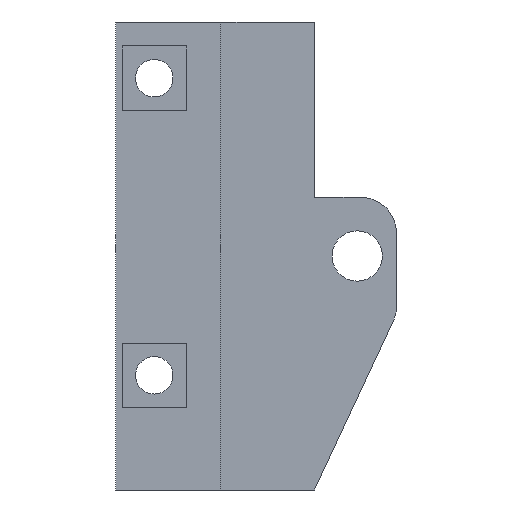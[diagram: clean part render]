
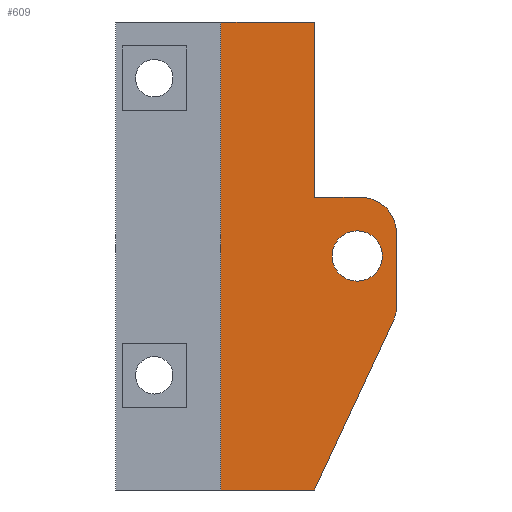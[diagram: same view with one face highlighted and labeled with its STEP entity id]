
A CAD part, front view. The second image highlights one B-rep face of the part: STEP entity #609.
In plain terms, the highlighted planar face has unit normal (0, -1, 0).
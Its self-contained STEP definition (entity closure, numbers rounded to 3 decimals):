
#20=CIRCLE('',#658,2.15);
#21=CIRCLE('',#660,3.);
#22=CIRCLE('',#661,3.);
#94=ORIENTED_EDGE('',*,*,#229,.T.);
#95=ORIENTED_EDGE('',*,*,#248,.T.);
#96=ORIENTED_EDGE('',*,*,#231,.F.);
#97=ORIENTED_EDGE('',*,*,#237,.F.);
#98=ORIENTED_EDGE('',*,*,#244,.T.);
#99=ORIENTED_EDGE('',*,*,#207,.T.);
#100=ORIENTED_EDGE('',*,*,#220,.F.);
#101=ORIENTED_EDGE('',*,*,#226,.F.);
#102=ORIENTED_EDGE('',*,*,#249,.T.);
#103=ORIENTED_EDGE('',*,*,#247,.F.);
#207=EDGE_CURVE('',#288,#289,#347,.T.);
#220=EDGE_CURVE('',#302,#289,#358,.T.);
#226=EDGE_CURVE('',#305,#302,#364,.T.);
#229=EDGE_CURVE('',#309,#308,#367,.T.);
#231=EDGE_CURVE('',#310,#311,#369,.T.);
#237=EDGE_CURVE('',#314,#310,#375,.T.);
#244=EDGE_CURVE('',#314,#288,#382,.T.);
#247=EDGE_CURVE('',#322,#322,#20,.T.);
#248=EDGE_CURVE('',#308,#311,#21,.T.);
#249=EDGE_CURVE('',#305,#309,#22,.T.);
#288=VERTEX_POINT('',#877);
#289=VERTEX_POINT('',#879);
#302=VERTEX_POINT('',#908);
#305=VERTEX_POINT('',#917);
#308=VERTEX_POINT('',#924);
#309=VERTEX_POINT('',#926);
#310=VERTEX_POINT('',#930);
#311=VERTEX_POINT('',#931);
#314=VERTEX_POINT('',#940);
#322=VERTEX_POINT('',#961);
#347=LINE('',#880,#420);
#358=LINE('',#907,#431);
#364=LINE('',#918,#437);
#367=LINE('',#925,#440);
#369=LINE('',#929,#442);
#375=LINE('',#941,#448);
#382=LINE('',#955,#455);
#420=VECTOR('',#708,1000.);
#431=VECTOR('',#727,1000.);
#437=VECTOR('',#735,1000.);
#440=VECTOR('',#740,1000.);
#442=VECTOR('',#744,1000.);
#448=VECTOR('',#752,1000.);
#455=VECTOR('',#761,1000.);
#496=EDGE_LOOP('',(#94,#95,#96,#97,#98,#99,#100,#101,#102));
#497=EDGE_LOOP('',(#103));
#542=FACE_BOUND('',#496,.T.);
#543=FACE_BOUND('',#497,.T.);
#580=PLANE('',#659);
#609=ADVANCED_FACE('',(#542,#543),#580,.T.);
#658=AXIS2_PLACEMENT_3D('',#960,#767,#768);
#659=AXIS2_PLACEMENT_3D('',#962,#769,#770);
#660=AXIS2_PLACEMENT_3D('',#963,#771,#772);
#661=AXIS2_PLACEMENT_3D('',#964,#773,#774);
#708=DIRECTION('',(0.,0.,-1.));
#727=DIRECTION('',(-1.,0.,0.));
#735=DIRECTION('',(-0.423,0.,-0.906));
#740=DIRECTION('',(0.,0.,1.));
#744=DIRECTION('',(1.,0.,0.));
#752=DIRECTION('',(0.,0.,-1.));
#761=DIRECTION('',(-1.,0.,0.));
#767=DIRECTION('',(0.,-1.,0.));
#768=DIRECTION('',(0.,0.,-1.));
#769=DIRECTION('',(0.,-1.,0.));
#770=DIRECTION('',(1.,0.,0.));
#771=DIRECTION('',(0.,-1.,0.));
#772=DIRECTION('',(0.,0.,-1.));
#773=DIRECTION('',(0.,-1.,0.));
#774=DIRECTION('',(0.,0.,-1.));
#877=CARTESIAN_POINT('',(-4.,0.,20.));
#879=CARTESIAN_POINT('',(-4.,0.,-20.));
#880=CARTESIAN_POINT('',(-4.,0.,12.5));
#907=CARTESIAN_POINT('',(0.,0.,-20.));
#908=CARTESIAN_POINT('',(4.,0.,-20.));
#917=CARTESIAN_POINT('',(10.719,0.,-5.603));
#918=CARTESIAN_POINT('',(7.5,0.,-12.5));
#924=CARTESIAN_POINT('',(11.,0.,2.));
#925=CARTESIAN_POINT('',(11.,0.,0.));
#926=CARTESIAN_POINT('',(11.,0.,-4.334));
#929=CARTESIAN_POINT('',(7.5,0.,5.));
#930=CARTESIAN_POINT('',(4.,0.,5.));
#931=CARTESIAN_POINT('',(8.,0.,5.));
#940=CARTESIAN_POINT('',(4.,0.,20.));
#941=CARTESIAN_POINT('',(4.,0.,12.5));
#955=CARTESIAN_POINT('',(0.,0.,20.));
#960=CARTESIAN_POINT('',(7.65,0.,0.));
#961=CARTESIAN_POINT('',(7.65,0.,-2.15));
#962=CARTESIAN_POINT('',(3.63,0.,0.));
#963=CARTESIAN_POINT('',(8.,0.,2.));
#964=CARTESIAN_POINT('',(8.,0.,-4.334));
